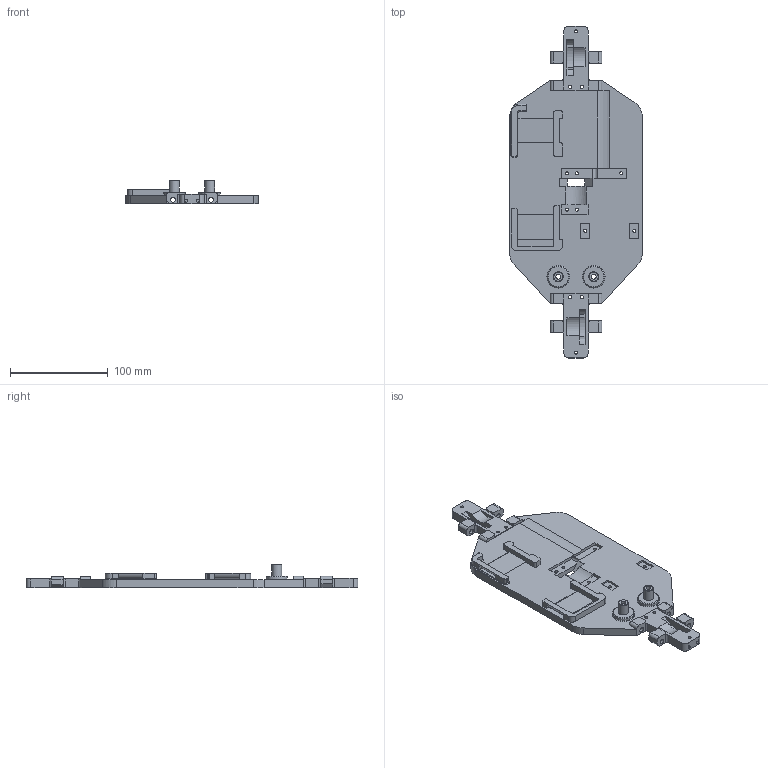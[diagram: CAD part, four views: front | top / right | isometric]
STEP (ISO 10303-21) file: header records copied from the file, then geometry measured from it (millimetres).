
FILE_DESCRIPTION(/* description */ ('STEP AP242','CAx-IF Rec.Pracs.---Representation and Presentation of Product Manufacturing Information (PMI)---4.0---2014-10-13','CAx-IF Rec.Pracs.---3D Tessellated Geometry---0.4---2014-09-14','2;1'),/* implementation_level */ '2;1');
FILE_NAME(/* name */ '68002d2a325b5623a174e455',/* time_stamp */ '2025-04-16T22:20:27Z',/* author */ (''),/* organization */ (''),/* preprocessor_version */ 'ST-DEVELOPER v20',/* originating_system */ 'ONSHAPE BY PTC INC, 1.196',/* authorisation */ ' ');
FILE_SCHEMA (('AP242_MANAGED_MODEL_BASED_3D_ENGINEERING_MIM_LF { 1 0 10303 442 1 1 4 }'));
Length unit declared in the file: metre
Products named in the file (1): Chassis
Bounding box: 136 x 340 x 23.8 mm (x, y, z)
Volume: 252006.1 mm3; surface area: 88902.2 mm2
Topology: 1 solids, 1 shells, 321 faces, 937 edges, 613 vertices
Faces by surface type: plane 183, cylinder 110, cone 26, bspline 2
Full cylindrical faces by diameter (mm): 3.2 x17, 4.9 x2, 5.2 x7, 10.1 x2, 22 x2
Entity records: 10304 total; most frequent: CARTESIAN_POINT 1843, DIRECTION 1745, ORIENTED_EDGE 1718, EDGE_CURVE 859, VERTEX_POINT 585, LINE 585, VECTOR 585, AXIS2_PLACEMENT_3D 580
